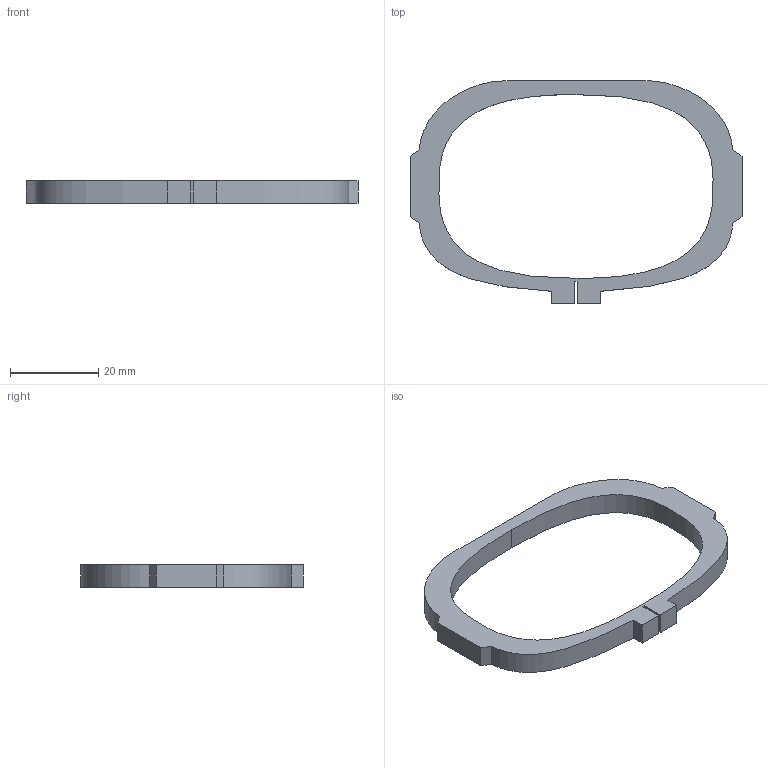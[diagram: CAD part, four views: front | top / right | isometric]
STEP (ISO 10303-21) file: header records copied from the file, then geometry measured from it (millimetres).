
FILE_DESCRIPTION(/* description */ ('Unknown'),/* implementation_level */ '2;1');
FILE_NAME(/* name */ 'BaseCup_brim_03',/* time_stamp */ '2023-07-16T15:10:01+01:00',/* author */ ('Unknown'),/* organization */ ('Unknown'),/* preprocessor_version */ 'ST-DEVELOPER v18.102',/* originating_system */ 'Solid Edge',/* authorisation */ 'Unknown');
FILE_SCHEMA (('AUTOMOTIVE_DESIGN {1 0 10303 214 3 1 1}'));
Length unit declared in the file: millimetre
Products named in the file (1): BaseCup_brim_03
Bounding box: 75.27 x 50.5 x 5 mm (x, y, z)
Volume: 4709.4 mm3; surface area: 3870.9 mm2
Topology: 1 solids, 1 shells, 24 faces, 66 edges, 44 vertices
Faces by surface type: plane 16, bspline 8
Entity records: 936 total; most frequent: CARTESIAN_POINT 351, ORIENTED_EDGE 132, DIRECTION 84, EDGE_CURVE 66, LINE 50, VECTOR 50, VERTEX_POINT 44, EDGE_LOOP 26
